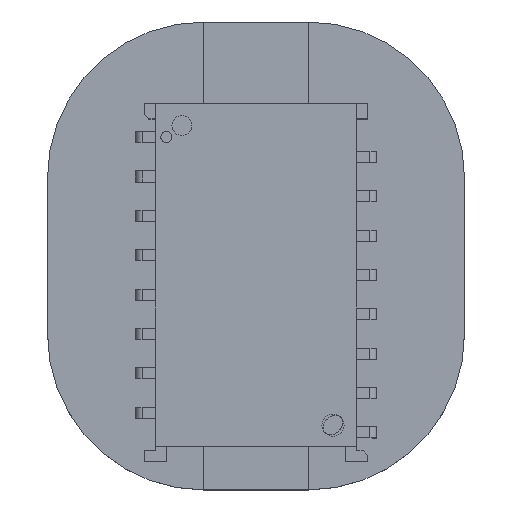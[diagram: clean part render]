
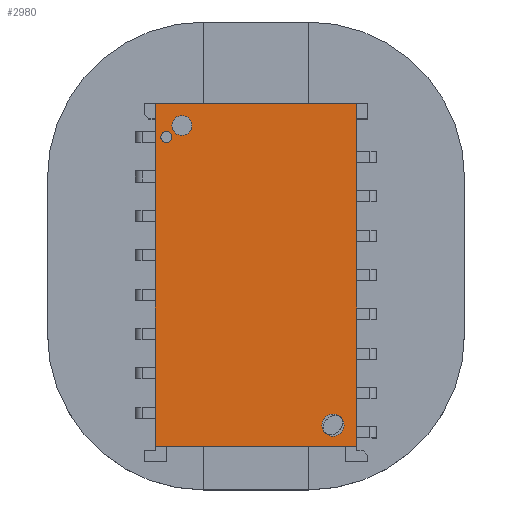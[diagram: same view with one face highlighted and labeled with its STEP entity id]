
A CAD part, top view. The second image highlights one B-rep face of the part: STEP entity #2980.
In plain terms, the highlighted planar face has unit normal (0, 0, 1).
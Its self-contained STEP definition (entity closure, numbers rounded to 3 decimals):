
#92=FACE_BOUND('',#445,.T.);
#93=FACE_BOUND('',#446,.T.);
#94=FACE_BOUND('',#447,.T.);
#154=CIRCLE('',#3145,0.5);
#157=CIRCLE('',#3169,0.45);
#158=CIRCLE('',#3171,0.25);
#277=FACE_OUTER_BOUND('',#444,.T.);
#444=EDGE_LOOP('',(#2326,#2327,#2328,#2329));
#445=EDGE_LOOP('',(#2330));
#446=EDGE_LOOP('',(#2331));
#447=EDGE_LOOP('',(#2332));
#713=LINE('',#4575,#1070);
#716=LINE('',#4580,#1073);
#718=LINE('',#4584,#1075);
#720=LINE('',#4587,#1077);
#1070=VECTOR('',#3698,10.);
#1073=VECTOR('',#3703,10.);
#1075=VECTOR('',#3707,10.);
#1077=VECTOR('',#3711,10.);
#1302=VERTEX_POINT('',#4337);
#1337=VERTEX_POINT('',#4445);
#1338=VERTEX_POINT('',#4449);
#1380=VERTEX_POINT('',#4573);
#1381=VERTEX_POINT('',#4574);
#1382=VERTEX_POINT('',#4579);
#1383=VERTEX_POINT('',#4583);
#1600=EDGE_CURVE('',#1302,#1302,#154,.T.);
#1653=EDGE_CURVE('',#1337,#1337,#157,.T.);
#1654=EDGE_CURVE('',#1338,#1338,#158,.T.);
#1715=EDGE_CURVE('',#1380,#1381,#713,.T.);
#1718=EDGE_CURVE('',#1382,#1380,#716,.T.);
#1720=EDGE_CURVE('',#1383,#1382,#718,.T.);
#1722=EDGE_CURVE('',#1381,#1383,#720,.T.);
#2326=ORIENTED_EDGE('',*,*,#1722,.F.);
#2327=ORIENTED_EDGE('',*,*,#1715,.F.);
#2328=ORIENTED_EDGE('',*,*,#1718,.F.);
#2329=ORIENTED_EDGE('',*,*,#1720,.F.);
#2330=ORIENTED_EDGE('',*,*,#1600,.T.);
#2331=ORIENTED_EDGE('',*,*,#1653,.T.);
#2332=ORIENTED_EDGE('',*,*,#1654,.T.);
#2841=PLANE('',#3197);
#2980=ADVANCED_FACE('',(#277,#92,#93,#94),#2841,.T.);
#3145=AXIS2_PLACEMENT_3D('',#4338,#3491,#3492);
#3169=AXIS2_PLACEMENT_3D('',#4447,#3589,#3590);
#3171=AXIS2_PLACEMENT_3D('',#4450,#3593,#3594);
#3197=AXIS2_PLACEMENT_3D('',#4588,#3712,#3713);
#3491=DIRECTION('center_axis',(0.,0.,-1.));
#3492=DIRECTION('ref_axis',(1.,0.,0.));
#3589=DIRECTION('center_axis',(0.,0.,-1.));
#3590=DIRECTION('ref_axis',(-1.,0.,0.));
#3593=DIRECTION('center_axis',(0.,0.,-1.));
#3594=DIRECTION('ref_axis',(1.,0.,0.));
#3698=DIRECTION('',(0.,-1.,0.));
#3703=DIRECTION('',(1.,0.,0.));
#3707=DIRECTION('',(0.,1.,0.));
#3711=DIRECTION('',(-1.,0.,0.));
#3712=DIRECTION('center_axis',(0.,0.,1.));
#3713=DIRECTION('ref_axis',(1.,0.,0.));
#4337=CARTESIAN_POINT('',(2.98,-7.36,0.));
#4338=CARTESIAN_POINT('Origin',(3.48,-7.36,0.));
#4445=CARTESIAN_POINT('',(-2.9,6.18,0.));
#4447=CARTESIAN_POINT('Origin',(-3.35,6.18,0.));
#4449=CARTESIAN_POINT('',(-4.3,5.66,0.));
#4450=CARTESIAN_POINT('Origin',(-4.05,5.66,0.));
#4573=CARTESIAN_POINT('',(4.55,7.18,0.));
#4574=CARTESIAN_POINT('',(4.55,-8.32,0.));
#4575=CARTESIAN_POINT('',(4.55,7.18,0.));
#4579=CARTESIAN_POINT('',(-4.55,7.18,0.));
#4580=CARTESIAN_POINT('',(-4.55,7.18,0.));
#4583=CARTESIAN_POINT('',(-4.55,-8.32,0.));
#4584=CARTESIAN_POINT('',(-4.55,-8.32,0.));
#4587=CARTESIAN_POINT('',(4.55,-8.32,0.));
#4588=CARTESIAN_POINT('Origin',(0.,-0.57,
0.));
